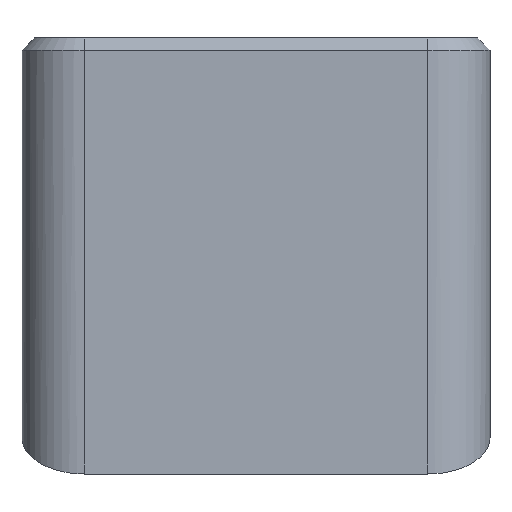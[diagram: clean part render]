
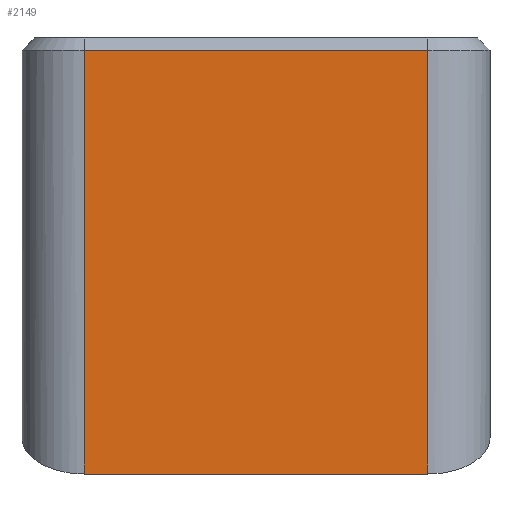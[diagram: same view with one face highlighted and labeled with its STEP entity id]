
A CAD part, left-side view. The second image highlights one B-rep face of the part: STEP entity #2149.
In plain terms, the highlighted planar face has unit normal (-1, 0, 0).
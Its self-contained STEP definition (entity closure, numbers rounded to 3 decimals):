
#48 = ORIENTED_EDGE ( 'NONE', *, *, #1572, .T. ) ;
#305 = EDGE_CURVE ( 'NONE', #1959, #2656, #1776, .T. ) ;
#333 = EDGE_CURVE ( 'NONE', #1959, #1829, #2769, .T. ) ;
#470 = LINE ( 'NONE', #1819, #1933 ) ;
#701 = DIRECTION ( 'NONE',  ( 0., 1., 0. ) ) ;
#874 = VECTOR ( 'NONE', #701, 1000. ) ;
#925 = CARTESIAN_POINT ( 'NONE',  ( -118.531, -26.492, 14. ) ) ;
#942 = VECTOR ( 'NONE', #3124, 1000. ) ;
#981 = EDGE_CURVE ( 'NONE', #1010, #1829, #1559, .T. ) ;
#1010 = VERTEX_POINT ( 'NONE', #925 ) ;
#1055 = DIRECTION ( 'NONE',  ( 0., -1., 0. ) ) ;
#1123 = FACE_OUTER_BOUND ( 'NONE', #1262, .T. ) ;
#1262 = EDGE_LOOP ( 'NONE', ( #1595, #2651, #4254, #48 ) ) ;
#1386 = PLANE ( 'NONE',  #2226 ) ;
#1448 = CARTESIAN_POINT ( 'NONE',  ( -118.531, -81.477, -114. ) ) ;
#1542 = DIRECTION ( 'NONE',  ( 0., 0., -1. ) ) ;
#1559 = LINE ( 'NONE', #2888, #3569 ) ;
#1572 = EDGE_CURVE ( 'NONE', #2656, #1010, #470, .T. ) ;
#1595 = ORIENTED_EDGE ( 'NONE', *, *, #981, .T. ) ;
#1776 = LINE ( 'NONE', #1448, #942 ) ;
#1819 = CARTESIAN_POINT ( 'NONE',  ( -118.531, -16.492, 14. ) ) ;
#1829 = VERTEX_POINT ( 'NONE', #2078 ) ;
#1933 = VECTOR ( 'NONE', #2833, 1000. ) ;
#1959 = VERTEX_POINT ( 'NONE', #2662 ) ;
#2078 = CARTESIAN_POINT ( 'NONE',  ( -118.531, -26.492, -53.862 ) ) ;
#2149 = ADVANCED_FACE ( 'NONE', ( #1123 ), #1386, .T. ) ;
#2226 = AXIS2_PLACEMENT_3D ( 'NONE', #2468, #4093, #1055 ) ;
#2468 = CARTESIAN_POINT ( 'NONE',  ( -118.531, -16.492, -114. ) ) ;
#2651 = ORIENTED_EDGE ( 'NONE', *, *, #333, .F. ) ;
#2656 = VERTEX_POINT ( 'NONE', #4182 ) ;
#2662 = CARTESIAN_POINT ( 'NONE',  ( -118.531, -81.477, -53.862 ) ) ;
#2769 = LINE ( 'NONE', #4136, #874 ) ;
#2833 = DIRECTION ( 'NONE',  ( 0., 1., 0. ) ) ;
#2888 = CARTESIAN_POINT ( 'NONE',  ( -118.531, -26.492, -114. ) ) ;
#3124 = DIRECTION ( 'NONE',  ( 0., 0., 1. ) ) ;
#3569 = VECTOR ( 'NONE', #1542, 1000. ) ;
#4093 = DIRECTION ( 'NONE',  ( -1., 0., 0. ) ) ;
#4136 = CARTESIAN_POINT ( 'NONE',  ( -118.531, -16.492, -53.862 ) ) ;
#4182 = CARTESIAN_POINT ( 'NONE',  ( -118.531, -81.477, 14. ) ) ;
#4254 = ORIENTED_EDGE ( 'NONE', *, *, #305, .T. ) ;
